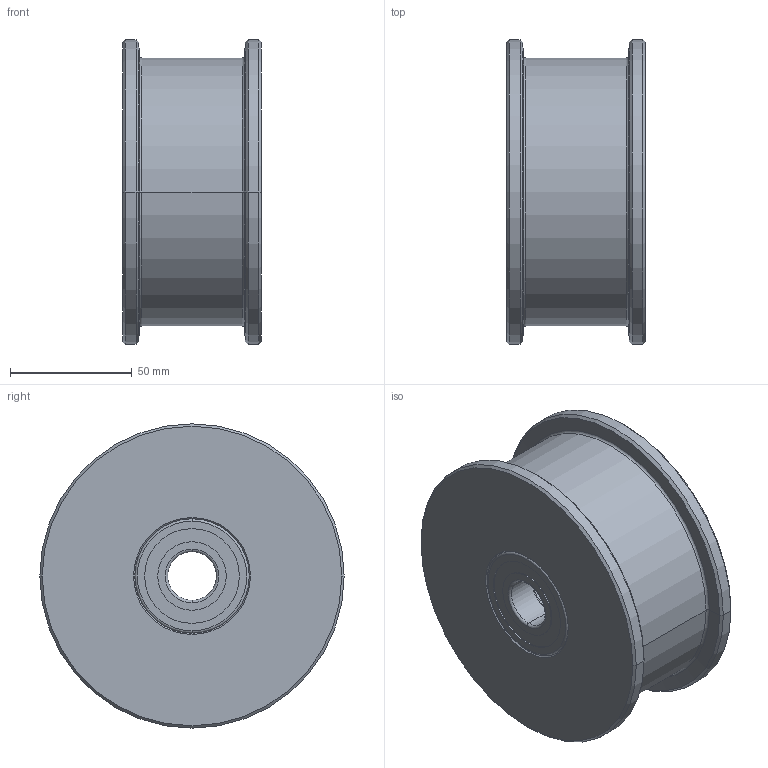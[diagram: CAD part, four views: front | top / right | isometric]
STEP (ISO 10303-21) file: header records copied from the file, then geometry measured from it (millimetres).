
FILE_DESCRIPTION (( 'STEP AP214' ), '1' );
FILE_NAME ('0035753.step', '2024-07-15T07:06:07', ( '' ), ( '' ), 'SwSTEP 2.0', 'SolidWorks 2020', '' );
FILE_SCHEMA (( 'AUTOMOTIVE_DESIGN' ));
Length unit declared in the file: millimetre
Products named in the file (1): 0035753
Bounding box: 57 x 125 x 125 mm (x, y, z)
Volume: 523885.8 mm3; surface area: 79843.3 mm2
Topology: 11 solids, 11 shells, 132 faces, 264 edges, 152 vertices
Faces by surface type: cylinder 52, torus 40, cone 20, plane 20
Entity records: 5064 total; most frequent: DIRECTION 722, CARTESIAN_POINT 549, ORIENTED_EDGE 528, AXIS2_PLACEMENT_3D 325, EDGE_CURVE 264, CIRCLE 192, VERTEX_POINT 152, EDGE_LOOP 152
